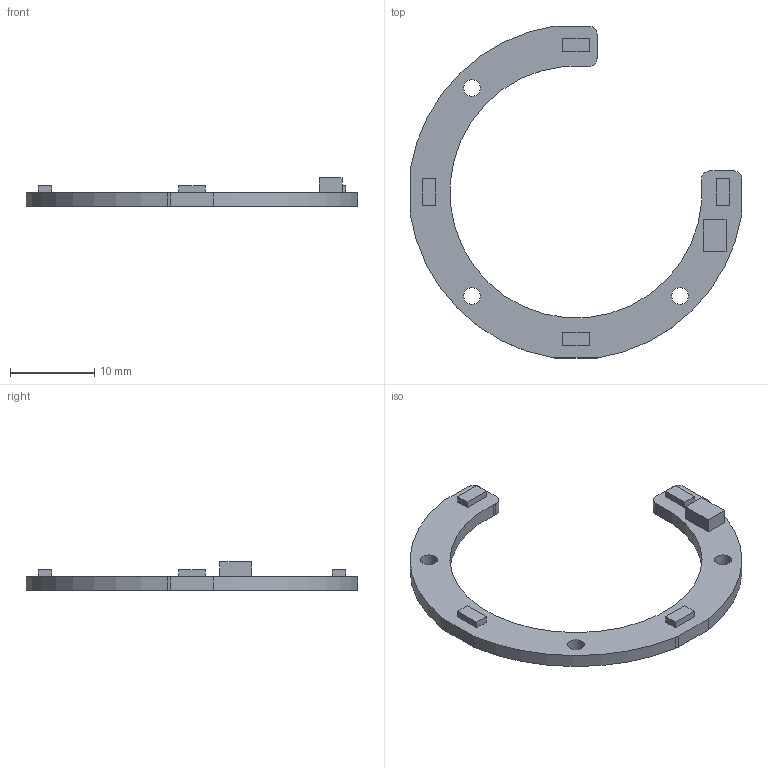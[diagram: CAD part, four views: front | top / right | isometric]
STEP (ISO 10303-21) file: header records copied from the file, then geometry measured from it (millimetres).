
FILE_DESCRIPTION(('KiCad electronic assembly'),'2;1');
FILE_NAME('led_ring_pcb.step','2025-02-13T17:42:43',('Pcbnew'),('Kicad') ,'Open CASCADE STEP processor 7.8','KiCad to STEP converter','Unknown' );
FILE_SCHEMA(('AUTOMOTIVE_DESIGN { 1 0 10303 214 1 1 1 1 }'));
Length unit declared in the file: millimetre
Products named in the file (6): led_ring_pcb 1; led; Body; JST_SUR_SM02B-SURS-TF_1x02-1MP_P0.80mm_Horizontal; led_ring_pcb_PCB
Assembly tree (8 placements, depth 3):
  led_ring_pcb 1
    led  x4
      Body
    JST_SUR_SM02B-SURS-TF_1x02-1MP_P0.80mm_Horizontal
      Body
    led_ring_pcb_PCB
Bounding box: 39.5 x 39.5 x 3.4 mm (x, y, z)
Volume: 686.5 mm3; surface area: 1251.5 mm2
Topology: 6 solids, 6 shells, 57 faces, 135 edges, 90 vertices
Faces by surface type: plane 46, cylinder 11
Full cylindrical faces by diameter (mm): 2 x3
Entity records: 1337 total; most frequent: DIRECTION 217, CARTESIAN_POINT 213, ORIENTED_EDGE 198, EDGE_CURVE 99, LINE 77, VECTOR 77, AXIS2_PLACEMENT_3D 70, VERTEX_POINT 66
